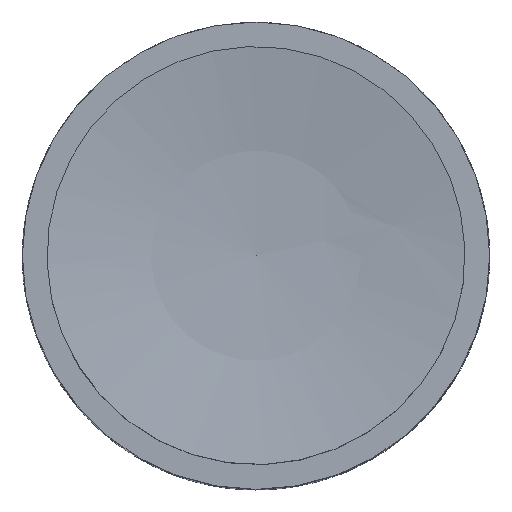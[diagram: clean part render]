
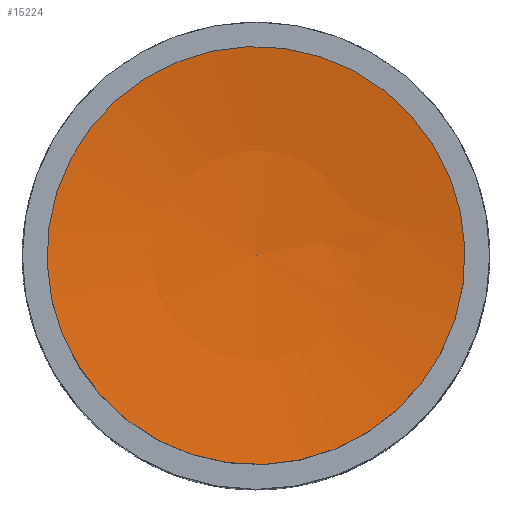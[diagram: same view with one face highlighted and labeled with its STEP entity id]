
A CAD part, top view. The second image highlights one B-rep face of the part: STEP entity #15224.
In plain terms, the highlighted spherical face has radius 50 mm.
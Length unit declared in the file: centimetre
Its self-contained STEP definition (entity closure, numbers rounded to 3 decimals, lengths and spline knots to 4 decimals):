
#19=SPHERICAL_SURFACE('',#16257,5.);
#4396=FACE_OUTER_BOUND('',#5235,.T.);
#5235=EDGE_LOOP('',(#11385,#11386,#11387,#11388));
#6177=CIRCLE('',#16255,0.805);
#6178=CIRCLE('',#16256,0.805);
#6179=CIRCLE('',#16258,5.);
#6872=VERTEX_POINT('',#23344);
#6873=VERTEX_POINT('',#23346);
#6874=VERTEX_POINT('',#23350);
#8577=EDGE_CURVE('',#6872,#6873,#6177,.T.);
#8578=EDGE_CURVE('',#6873,#6872,#6178,.T.);
#8579=EDGE_CURVE('',#6873,#6874,#6179,.T.);
#11385=ORIENTED_EDGE('',*,*,#8578,.F.);
#11386=ORIENTED_EDGE('',*,*,#8579,.T.);
#11387=ORIENTED_EDGE('',*,*,#8579,.F.);
#11388=ORIENTED_EDGE('',*,*,#8577,.F.);
#15224=ADVANCED_FACE('',(#4396),#19,.F.);
#16255=AXIS2_PLACEMENT_3D('',#23347,#18313,#18314);
#16256=AXIS2_PLACEMENT_3D('',#23348,#18315,#18316);
#16257=AXIS2_PLACEMENT_3D('',#23349,#18317,#18318);
#16258=AXIS2_PLACEMENT_3D('',#23351,#18319,#18320);
#18313=DIRECTION('center_axis',(0.,0.,
-1.));
#18314=DIRECTION('ref_axis',(0.212,-0.977,0.));
#18315=DIRECTION('center_axis',(0.,0.,
-1.));
#18316=DIRECTION('ref_axis',(0.212,-0.977,0.));
#18317=DIRECTION('center_axis',(0.,0.,
1.));
#18318=DIRECTION('ref_axis',(-0.977,-0.212,0.));
#18319=DIRECTION('center_axis',(-0.212,0.977,0.));
#18320=DIRECTION('ref_axis',(0.977,0.212,0.));
#23344=CARTESIAN_POINT('',(-0.1704,0.7868,2.71));
#23346=CARTESIAN_POINT('',(0.7868,0.1704,2.71));
#23347=CARTESIAN_POINT('Origin',(0.,0.,
2.71));
#23348=CARTESIAN_POINT('Origin',(0.,0.,
2.71));
#23349=CARTESIAN_POINT('Origin',(0.,0.,
7.6448));
#23350=CARTESIAN_POINT('',(0.,0.,2.6448));
#23351=CARTESIAN_POINT('Origin',(0.,0.,
7.6448));
